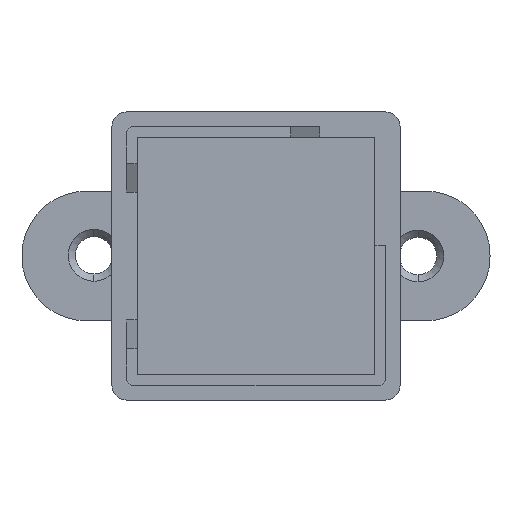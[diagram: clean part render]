
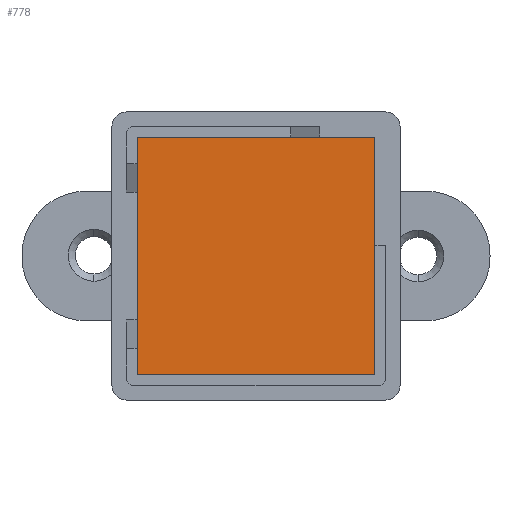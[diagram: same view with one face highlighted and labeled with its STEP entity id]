
A CAD part, front view. The second image highlights one B-rep face of the part: STEP entity #778.
In plain terms, the highlighted planar face has unit normal (0, -1, 0).
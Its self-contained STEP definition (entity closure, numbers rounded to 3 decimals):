
#48 = VECTOR ( 'NONE', #680, 1000. ) ;
#66 = ORIENTED_EDGE ( 'NONE', *, *, #759, .T. ) ;
#98 = CARTESIAN_POINT ( 'NONE',  ( 16.5, -1.5, 16.5 ) ) ;
#148 = VECTOR ( 'NONE', #1843, 1000. ) ;
#273 = CARTESIAN_POINT ( 'NONE',  ( -16.5, -1.5, -16.5 ) ) ;
#282 = VECTOR ( 'NONE', #1537, 1000. ) ;
#308 = EDGE_CURVE ( 'NONE', #704, #1401, #1114, .T. ) ;
#340 = CARTESIAN_POINT ( 'NONE',  ( -16.5, -1.5, 16.5 ) ) ;
#343 = VECTOR ( 'NONE', #1617, 1000. ) ;
#372 = LINE ( 'NONE', #1391, #148 ) ;
#388 = AXIS2_PLACEMENT_3D ( 'NONE', #1119, #1684, #677 ) ;
#451 = ORIENTED_EDGE ( 'NONE', *, *, #308, .T. ) ;
#511 = ORIENTED_EDGE ( 'NONE', *, *, #1836, .T. ) ;
#514 = VERTEX_POINT ( 'NONE', #1314 ) ;
#523 = FACE_OUTER_BOUND ( 'NONE', #1714, .T. ) ;
#529 = ORIENTED_EDGE ( 'NONE', *, *, #1629, .T. ) ;
#544 = LINE ( 'NONE', #273, #282 ) ;
#677 = DIRECTION ( 'NONE',  ( 0., 0., -1. ) ) ;
#680 = DIRECTION ( 'NONE',  ( 0., 0., 1. ) ) ;
#704 = VERTEX_POINT ( 'NONE', #760 ) ;
#759 = EDGE_CURVE ( 'NONE', #514, #789, #372, .T. ) ;
#760 = CARTESIAN_POINT ( 'NONE',  ( 16.5, -1.5, -16.5 ) ) ;
#778 = ADVANCED_FACE ( 'NONE', ( #523 ), #1663, .T. ) ;
#789 = VERTEX_POINT ( 'NONE', #1231 ) ;
#793 = LINE ( 'NONE', #340, #343 ) ;
#898 = CARTESIAN_POINT ( 'NONE',  ( 16.5, -1.5, 16.5 ) ) ;
#1114 = LINE ( 'NONE', #98, #48 ) ;
#1119 = CARTESIAN_POINT ( 'NONE',  ( 0., -1.5, 0. ) ) ;
#1231 = CARTESIAN_POINT ( 'NONE',  ( -16.5, -1.5, -16.5 ) ) ;
#1314 = CARTESIAN_POINT ( 'NONE',  ( -16.5, -1.5, 16.5 ) ) ;
#1391 = CARTESIAN_POINT ( 'NONE',  ( -16.5, -1.5, 16.5 ) ) ;
#1401 = VERTEX_POINT ( 'NONE', #898 ) ;
#1537 = DIRECTION ( 'NONE',  ( 1., 0., 0. ) ) ;
#1617 = DIRECTION ( 'NONE',  ( -1., 0., 0. ) ) ;
#1629 = EDGE_CURVE ( 'NONE', #789, #704, #544, .T. ) ;
#1663 = PLANE ( 'NONE',  #388 ) ;
#1684 = DIRECTION ( 'NONE',  ( 0., -1., 0. ) ) ;
#1714 = EDGE_LOOP ( 'NONE', ( #451, #511, #66, #529 ) ) ;
#1836 = EDGE_CURVE ( 'NONE', #1401, #514, #793, .T. ) ;
#1843 = DIRECTION ( 'NONE',  ( 0., 0., -1. ) ) ;
